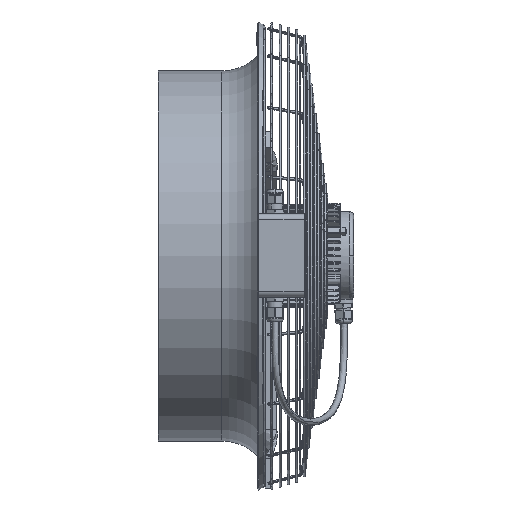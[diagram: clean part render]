
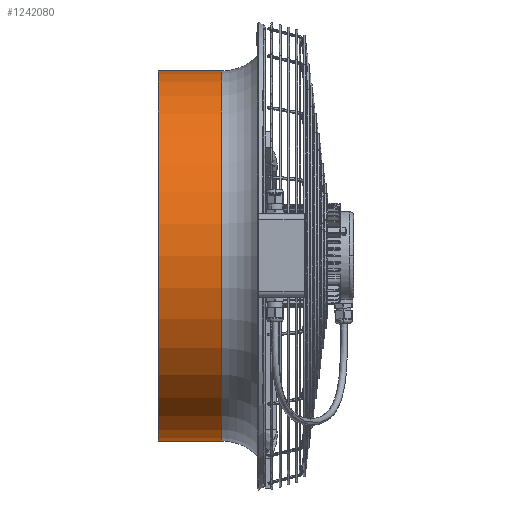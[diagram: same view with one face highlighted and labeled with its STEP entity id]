
A CAD part, top view. The second image highlights one B-rep face of the part: STEP entity #1242080.
In plain terms, the highlighted cylindrical face has radius 257 mm (diameter 514 mm), a partial arc.
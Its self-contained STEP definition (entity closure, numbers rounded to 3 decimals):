
#14940=CARTESIAN_POINT('',(88.,-257.,0.));
#14950=VERTEX_POINT('',#14940);
#15040=CARTESIAN_POINT('',(88.,257.,0.));
#15050=VERTEX_POINT('',#15040);
#15080=CARTESIAN_POINT('',(88.,0.,0.));
#15090=DIRECTION('',(1.,0.,0.));
#15100=DIRECTION('',(0.,1.,0.));
#15110=AXIS2_PLACEMENT_3D('',#15080,#15090,#15100);
#15120=CIRCLE('',#15110,257.);
#15230=CARTESIAN_POINT('',(44.,-257.,0.));
#15240=DIRECTION('',(-1.,0.,0.));
#15250=VECTOR('',#15240,1.);
#15260=LINE('',#15230,#15250);
#15270=CARTESIAN_POINT('',(0.,-257.,0.));
#15280=VERTEX_POINT('',#15270);
#15290=EDGE_CURVE('',#14950,#15280,#15260,.T.);
#15320=CARTESIAN_POINT('',(44.,257.,0.));
#15330=DIRECTION('',(-1.,0.,0.));
#15340=VECTOR('',#15330,1.);
#15350=LINE('',#15320,#15340);
#15360=CARTESIAN_POINT('',(0.,257.,0.));
#15370=VERTEX_POINT('',#15360);
#15380=EDGE_CURVE('',#15050,#15370,#15350,.T.);
#15400=CARTESIAN_POINT('',(0.,0.,0.));
#15410=DIRECTION('',(1.,0.,0.));
#15420=DIRECTION('',(0.,1.,0.));
#15430=AXIS2_PLACEMENT_3D('',#15400,#15410,#15420);
#15440=CIRCLE('',#15430,257.);
#15700=EDGE_CURVE('',#15370,#15280,#15440,.T.);
#1241960=CARTESIAN_POINT('',(44.,0.,0.));
#1241970=DIRECTION('',(-1.,0.,0.));
#1241980=DIRECTION('',(0.,1.,0.));
#1241990=AXIS2_PLACEMENT_3D('',#1241960,#1241970,#1241980);
#1242000=CYLINDRICAL_SURFACE('',#1241990,257.);
#1242010=EDGE_CURVE('',#15050,#14950,#15120,.T.);
#1242020=ORIENTED_EDGE('',*,*,#1242010,.F.);
#1242030=ORIENTED_EDGE('',*,*,#15290,.F.);
#1242040=ORIENTED_EDGE('',*,*,#15700,.T.);
#1242050=ORIENTED_EDGE('',*,*,#15380,.T.);
#1242060=EDGE_LOOP('',(#1242050,#1242040,#1242030,#1242020));
#1242070=FACE_OUTER_BOUND('',#1242060,.T.);
#1242080=ADVANCED_FACE('',(#1242070),#1242000,.T.);
